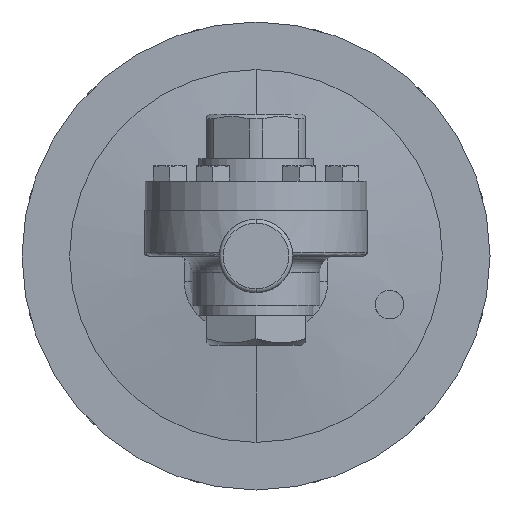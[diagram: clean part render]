
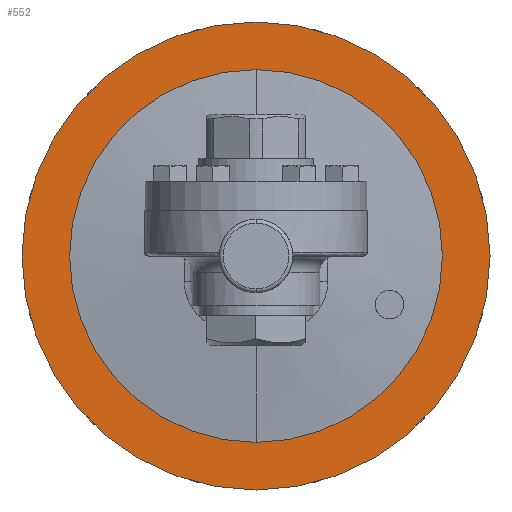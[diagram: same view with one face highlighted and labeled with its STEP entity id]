
A CAD part, front view. The second image highlights one B-rep face of the part: STEP entity #552.
In plain terms, the highlighted planar face has unit normal (0, -1, 0).
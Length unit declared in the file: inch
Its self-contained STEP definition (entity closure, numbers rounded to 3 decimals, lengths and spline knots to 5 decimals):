
#347 = CARTESIAN_POINT ( 'NONE',  ( 0., 2.25, -2.84 ) ) ;
#552 = ADVANCED_FACE ( 'NONE', ( #4369, #4678 ), #5167, .T. ) ;
#600 = CARTESIAN_POINT ( 'NONE',  ( 0., 2.25, 0. ) ) ;
#839 = CARTESIAN_POINT ( 'NONE',  ( 0., 2.25, 0. ) ) ;
#958 = DIRECTION ( 'NONE',  ( 0., 0., -1. ) ) ;
#1589 = DIRECTION ( 'NONE',  ( 0., 0., -1. ) ) ;
#1666 = ORIENTED_EDGE ( 'NONE', *, *, #3652, .T. ) ;
#1839 = DIRECTION ( 'NONE',  ( 0., 0., -1. ) ) ;
#1996 = EDGE_LOOP ( 'NONE', ( #4978, #1666 ) ) ;
#2432 = EDGE_LOOP ( 'NONE', ( #3582, #10057 ) ) ;
#2642 = AXIS2_PLACEMENT_3D ( 'NONE', #839, #7676, #1839 ) ;
#2875 = AXIS2_PLACEMENT_3D ( 'NONE', #12623, #6797, #958 ) ;
#3582 = ORIENTED_EDGE ( 'NONE', *, *, #8247, .F. ) ;
#3652 = EDGE_CURVE ( 'NONE', #7959, #10652, #4642, .T. ) ;
#3854 = VERTEX_POINT ( 'NONE', #347 ) ;
#4369 = FACE_BOUND ( 'NONE', #2432, .T. ) ;
#4529 = CARTESIAN_POINT ( 'NONE',  ( 0., 2.25, -3.565 ) ) ;
#4642 = CIRCLE ( 'NONE', #2642, 3.565 ) ;
#4678 = FACE_OUTER_BOUND ( 'NONE', #1996, .T. ) ;
#4893 = DIRECTION ( 'NONE',  ( 0., 0., -1. ) ) ;
#4914 = DIRECTION ( 'NONE',  ( 0., -1., 0. ) ) ;
#4978 = ORIENTED_EDGE ( 'NONE', *, *, #5646, .T. ) ;
#5047 = CARTESIAN_POINT ( 'NONE',  ( 0., 2.25, 0. ) ) ;
#5167 = PLANE ( 'NONE',  #8648 ) ;
#5325 = CIRCLE ( 'NONE', #2875, 2.84 ) ;
#5646 = EDGE_CURVE ( 'NONE', #10652, #7959, #12683, .T. ) ;
#5831 = CARTESIAN_POINT ( 'NONE',  ( 0., 2.25, -3.655 ) ) ;
#6020 = DIRECTION ( 'NONE',  ( 0., 0., -1. ) ) ;
#6797 = DIRECTION ( 'NONE',  ( 0., -1., 0. ) ) ;
#7427 = DIRECTION ( 'NONE',  ( 0., -1., 0. ) ) ;
#7676 = DIRECTION ( 'NONE',  ( 0., -1., 0. ) ) ;
#7773 = AXIS2_PLACEMENT_3D ( 'NONE', #5047, #11844, #6020 ) ;
#7781 = CIRCLE ( 'NONE', #7773, 2.84 ) ;
#7959 = VERTEX_POINT ( 'NONE', #10309 ) ;
#8247 = EDGE_CURVE ( 'NONE', #8342, #3854, #7781, .T. ) ;
#8342 = VERTEX_POINT ( 'NONE', #10068 ) ;
#8648 = AXIS2_PLACEMENT_3D ( 'NONE', #5831, #4914, #4893 ) ;
#9130 = EDGE_CURVE ( 'NONE', #3854, #8342, #5325, .T. ) ;
#9423 = AXIS2_PLACEMENT_3D ( 'NONE', #600, #7427, #1589 ) ;
#10057 = ORIENTED_EDGE ( 'NONE', *, *, #9130, .F. ) ;
#10068 = CARTESIAN_POINT ( 'NONE',  ( 0., 2.25, 2.84 ) ) ;
#10309 = CARTESIAN_POINT ( 'NONE',  ( 0., 2.25, 3.565 ) ) ;
#10652 = VERTEX_POINT ( 'NONE', #4529 ) ;
#11844 = DIRECTION ( 'NONE',  ( 0., -1., 0. ) ) ;
#12623 = CARTESIAN_POINT ( 'NONE',  ( 0., 2.25, 0. ) ) ;
#12683 = CIRCLE ( 'NONE', #9423, 3.565 ) ;
